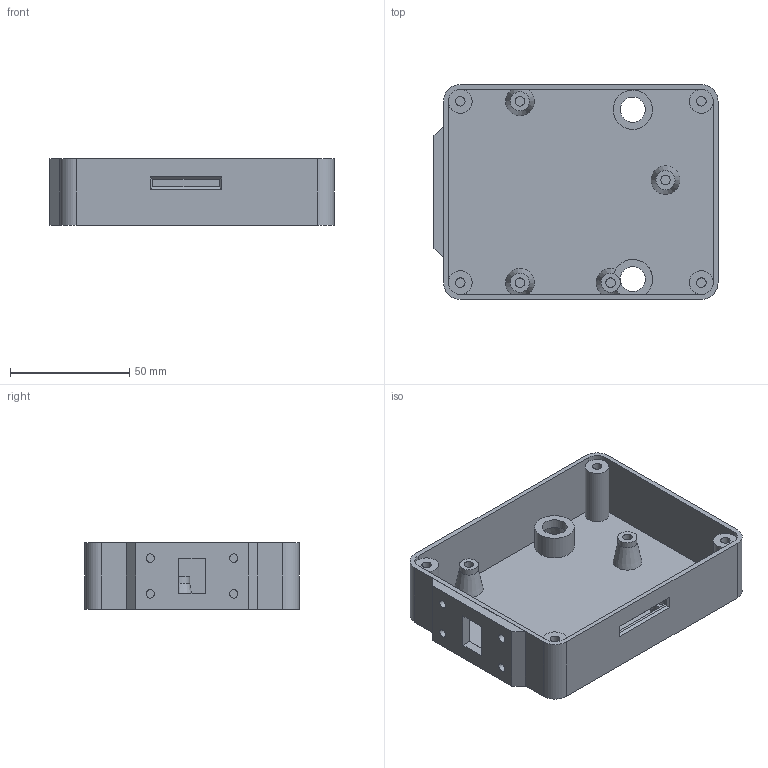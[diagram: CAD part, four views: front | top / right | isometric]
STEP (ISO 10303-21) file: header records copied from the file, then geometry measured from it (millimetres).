
FILE_DESCRIPTION(/* description */ (''),/* implementation_level */ '2;1');
FILE_NAME(/* name */ 'MainCaseBottom v18.step',/* time_stamp */ '2023-10-03T09:14:56+02:00',/* author */ (''),/* organization */ (''),/* preprocessor_version */ 'ST-DEVELOPER v20',/* originating_system */ 'Autodesk Translation Framework v12.14.0.127',/* authorisation */ '');
FILE_SCHEMA (('AUTOMOTIVE_DESIGN { 1 0 10303 214 3 1 1 }'));
Length unit declared in the file: millimetre
Products named in the file (1): MainCaseBottom
Bounding box: 119 x 90 x 28 mm (x, y, z)
Volume: 46827.5 mm3; surface area: 50760.7 mm2
Topology: 3 solids, 3 shells, 145 faces, 356 edges, 231 vertices
Faces by surface type: plane 105, cylinder 34, cone 6
Full cylindrical faces by diameter (mm): 3.5 x4, 4 x8, 8 x4, 10.5 x2, 16.5 x2
Entity records: 4327 total; most frequent: CARTESIAN_POINT 749, DIRECTION 722, ORIENTED_EDGE 712, EDGE_CURVE 356, LINE 272, VECTOR 272, VERTEX_POINT 231, AXIS2_PLACEMENT_3D 225
